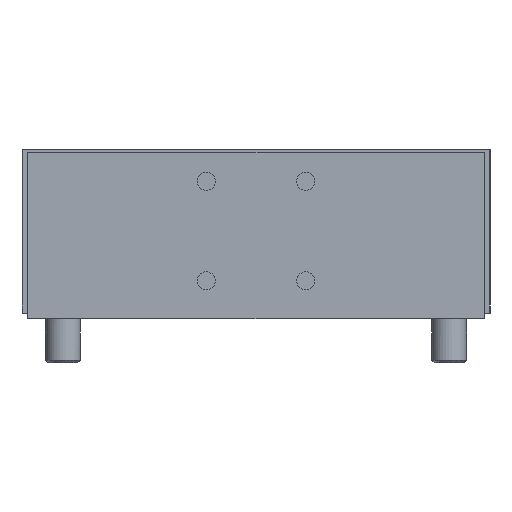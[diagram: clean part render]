
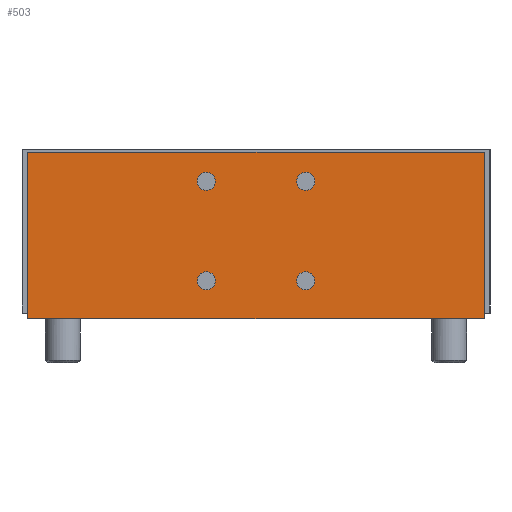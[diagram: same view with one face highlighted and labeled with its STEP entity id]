
A CAD part, left-side view. The second image highlights one B-rep face of the part: STEP entity #503.
In plain terms, the highlighted planar face has unit normal (-1, 0, 0).
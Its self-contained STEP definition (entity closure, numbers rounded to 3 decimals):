
#503 = ADVANCED_FACE( '', ( #1167, #1168, #1169, #1170, #1171 ), #1172, .F. );
#1167 = FACE_BOUND( '', #1942, .T. );
#1168 = FACE_BOUND( '', #1943, .T. );
#1169 = FACE_BOUND( '', #1944, .T. );
#1170 = FACE_BOUND( '', #1945, .T. );
#1171 = FACE_OUTER_BOUND( '', #1946, .T. );
#1172 = PLANE( '', #1947 );
#1942 = EDGE_LOOP( '', ( #3150 ) );
#1943 = EDGE_LOOP( '', ( #3151 ) );
#1944 = EDGE_LOOP( '', ( #3152 ) );
#1945 = EDGE_LOOP( '', ( #3153 ) );
#1946 = EDGE_LOOP( '', ( #3154, #3155, #3156, #3157 ) );
#1947 = AXIS2_PLACEMENT_3D( '', #3158, #3159, #3160 );
#3150 = ORIENTED_EDGE( '', *, *, #3792, .T. );
#3151 = ORIENTED_EDGE( '', *, *, #3884, .T. );
#3152 = ORIENTED_EDGE( '', *, *, #3652, .T. );
#3153 = ORIENTED_EDGE( '', *, *, #3892, .T. );
#3154 = ORIENTED_EDGE( '', *, *, #3906, .F. );
#3155 = ORIENTED_EDGE( '', *, *, #3992, .F. );
#3156 = ORIENTED_EDGE( '', *, *, #3737, .F. );
#3157 = ORIENTED_EDGE( '', *, *, #3839, .F. );
#3158 = CARTESIAN_POINT( '', ( -211., -44., 28. ) );
#3159 = DIRECTION( '', ( 1., 0., 0. ) );
#3160 = DIRECTION( '', ( 0., 1., 0. ) );
#3652 = EDGE_CURVE( '', #4210, #4210, #4211, .T. );
#3737 = EDGE_CURVE( '', #4349, #4351, #4352, .T. );
#3792 = EDGE_CURVE( '', #4437, #4437, #4438, .T. );
#3839 = EDGE_CURVE( '', #4510, #4349, #4512, .T. );
#3884 = EDGE_CURVE( '', #4581, #4581, #4582, .T. );
#3892 = EDGE_CURVE( '', #4592, #4592, #4593, .T. );
#3906 = EDGE_CURVE( '', #4612, #4510, #4614, .T. );
#3992 = EDGE_CURVE( '', #4351, #4612, #4727, .T. );
#4210 = VERTEX_POINT( '', #5022 );
#4211 = CIRCLE( '', #5023, 3.1 );
#4349 = VERTEX_POINT( '', #5194 );
#4351 = VERTEX_POINT( '', #5197 );
#4352 = LINE( '', #5198, #5199 );
#4437 = VERTEX_POINT( '', #5402 );
#4438 = CIRCLE( '', #5403, 3.1 );
#4510 = VERTEX_POINT( '', #5487 );
#4512 = LINE( '', #5490, #5491 );
#4581 = VERTEX_POINT( '', #5574 );
#4582 = CIRCLE( '', #5575, 3.1 );
#4592 = VERTEX_POINT( '', #5586 );
#4593 = CIRCLE( '', #5587, 3.1 );
#4612 = VERTEX_POINT( '', #5609 );
#4614 = LINE( '', #5612, #5613 );
#4727 = LINE( '', #5743, #5744 );
#5022 = CARTESIAN_POINT( '', ( -211., 20.1, 45. ) );
#5023 = AXIS2_PLACEMENT_3D( '', #5971, #5972, #5973 );
#5194 = CARTESIAN_POINT( '', ( -211., 78., 55. ) );
#5197 = CARTESIAN_POINT( '', ( -211., -78., 55. ) );
#5198 = CARTESIAN_POINT( '', ( -211., 78., 55. ) );
#5199 = VECTOR( '', #6092, 1000. );
#5402 = CARTESIAN_POINT( '', ( -211., 20.1, 11. ) );
#5403 = AXIS2_PLACEMENT_3D( '', #6160, #6161, #6162 );
#5487 = CARTESIAN_POINT( '', ( -211., 78., -2. ) );
#5490 = CARTESIAN_POINT( '', ( -211., 78., -2. ) );
#5491 = VECTOR( '', #6230, 1000. );
#5574 = CARTESIAN_POINT( '', ( -211., -13.9, 11. ) );
#5575 = AXIS2_PLACEMENT_3D( '', #6287, #6288, #6289 );
#5586 = CARTESIAN_POINT( '', ( -211., -13.9, 45. ) );
#5587 = AXIS2_PLACEMENT_3D( '', #6297, #6298, #6299 );
#5609 = CARTESIAN_POINT( '', ( -211., -78., -2. ) );
#5612 = CARTESIAN_POINT( '', ( -211., -78., -2. ) );
#5613 = VECTOR( '', #6316, 1000. );
#5743 = CARTESIAN_POINT( '', ( -211., -78., 55. ) );
#5744 = VECTOR( '', #6412, 1000. );
#5971 = CARTESIAN_POINT( '', ( -211., 17., 45. ) );
#5972 = DIRECTION( '', ( 1., 0., 0. ) );
#5973 = DIRECTION( '', ( 0., 1., 0. ) );
#6092 = DIRECTION( '', ( 0., -1., 0. ) );
#6160 = CARTESIAN_POINT( '', ( -211., 17., 11. ) );
#6161 = DIRECTION( '', ( 1., 0., 0. ) );
#6162 = DIRECTION( '', ( 0., 1., 0. ) );
#6230 = DIRECTION( '', ( 0., 0., 1. ) );
#6287 = CARTESIAN_POINT( '', ( -211., -17., 11. ) );
#6288 = DIRECTION( '', ( 1., 0., 0. ) );
#6289 = DIRECTION( '', ( 0., 1., 0. ) );
#6297 = CARTESIAN_POINT( '', ( -211., -17., 45. ) );
#6298 = DIRECTION( '', ( 1., 0., 0. ) );
#6299 = DIRECTION( '', ( 0., 1., 0. ) );
#6316 = DIRECTION( '', ( 0., 1., 0. ) );
#6412 = DIRECTION( '', ( 0., 0., -1. ) );
